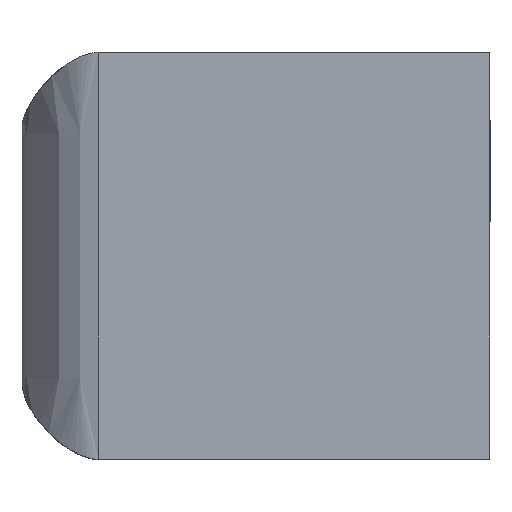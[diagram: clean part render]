
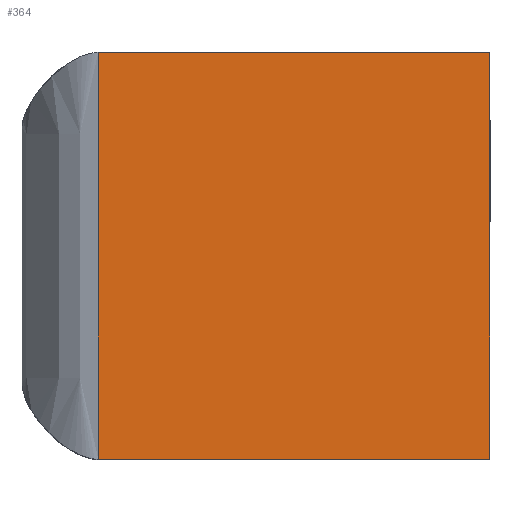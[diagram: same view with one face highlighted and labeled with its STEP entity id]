
A CAD part, top view. The second image highlights one B-rep face of the part: STEP entity #364.
In plain terms, the highlighted planar face has unit normal (0, 0, 1).
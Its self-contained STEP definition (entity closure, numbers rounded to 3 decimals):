
#56 = CARTESIAN_POINT ( 'NONE',  ( 0., 8., 8.5 ) ) ;
#212 = ORIENTED_EDGE ( 'NONE', *, *, #3299, .F. ) ;
#240 = CARTESIAN_POINT ( 'NONE',  ( 0., -8., 8.5 ) ) ;
#364 = ADVANCED_FACE ( 'NONE', ( #2515 ), #2767, .T. ) ;
#472 = VERTEX_POINT ( 'NONE', #3106 ) ;
#708 = CARTESIAN_POINT ( 'NONE',  ( 9.2, 0., 8.5 ) ) ;
#764 = ORIENTED_EDGE ( 'NONE', *, *, #2793, .F. ) ;
#1060 = ORIENTED_EDGE ( 'NONE', *, *, #4014, .F. ) ;
#1121 = VECTOR ( 'NONE', #1980, 1000. ) ;
#1279 = DIRECTION ( 'NONE',  ( 0., -1., 0. ) ) ;
#1439 = EDGE_LOOP ( 'NONE', ( #212, #1626, #764, #1060 ) ) ;
#1585 = VECTOR ( 'NONE', #3731, 1000. ) ;
#1626 = ORIENTED_EDGE ( 'NONE', *, *, #2963, .T. ) ;
#1649 = VECTOR ( 'NONE', #1279, 1000. ) ;
#1828 = CARTESIAN_POINT ( 'NONE',  ( 0., 0., 8.5 ) ) ;
#1919 = CARTESIAN_POINT ( 'NONE',  ( -6.2, -8., 8.5 ) ) ;
#1930 = LINE ( 'NONE', #56, #1121 ) ;
#1973 = LINE ( 'NONE', #708, #1649 ) ;
#1980 = DIRECTION ( 'NONE',  ( -1., 0., 0. ) ) ;
#2121 = CARTESIAN_POINT ( 'NONE',  ( -6.2, 0., 8.5 ) ) ;
#2242 = CARTESIAN_POINT ( 'NONE',  ( 9.2, 8., 8.5 ) ) ;
#2257 = CARTESIAN_POINT ( 'NONE',  ( -6.2, 8., 8.5 ) ) ;
#2407 = DIRECTION ( 'NONE',  ( -1., 0., 0. ) ) ;
#2515 = FACE_OUTER_BOUND ( 'NONE', #1439, .T. ) ;
#2674 = LINE ( 'NONE', #240, #3616 ) ;
#2767 = PLANE ( 'NONE',  #3852 ) ;
#2793 = EDGE_CURVE ( 'NONE', #3782, #2951, #3998, .T. ) ;
#2951 = VERTEX_POINT ( 'NONE', #2257 ) ;
#2963 = EDGE_CURVE ( 'NONE', #2972, #2951, #1930, .T. ) ;
#2972 = VERTEX_POINT ( 'NONE', #2242 ) ;
#3106 = CARTESIAN_POINT ( 'NONE',  ( 9.2, -8., 8.5 ) ) ;
#3134 = DIRECTION ( 'NONE',  ( 1., 0., 0. ) ) ;
#3299 = EDGE_CURVE ( 'NONE', #2972, #472, #1973, .T. ) ;
#3616 = VECTOR ( 'NONE', #2407, 1000. ) ;
#3698 = DIRECTION ( 'NONE',  ( 0., 0., 1. ) ) ;
#3731 = DIRECTION ( 'NONE',  ( 0., 1., 0. ) ) ;
#3782 = VERTEX_POINT ( 'NONE', #1919 ) ;
#3852 = AXIS2_PLACEMENT_3D ( 'NONE', #1828, #3698, #3134 ) ;
#3998 = LINE ( 'NONE', #2121, #1585 ) ;
#4014 = EDGE_CURVE ( 'NONE', #472, #3782, #2674, .T. ) ;
